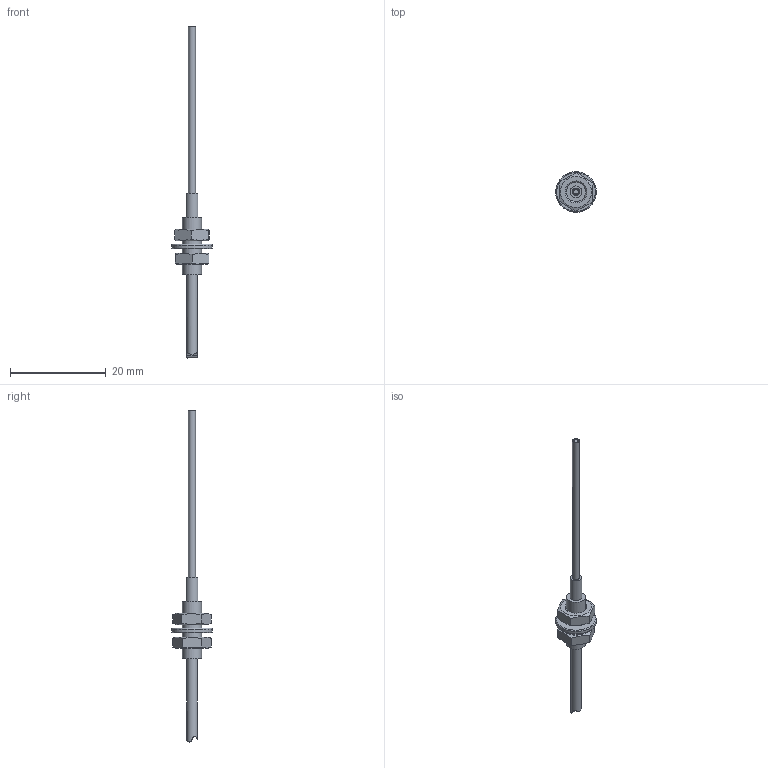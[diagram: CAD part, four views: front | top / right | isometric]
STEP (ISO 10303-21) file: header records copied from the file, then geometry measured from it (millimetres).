
FILE_DESCRIPTION(/* description */ (''),/* implementation_level */ '2;1');
FILE_NAME(/* name */ 'LS207006.stp',/* time_stamp */ '2016-10-06T13:31:53+02:00',/* author */ ('mitarbeiter'),/* organization */ (''),/* preprocessor_version */ 'ST-DEVELOPER v15.2',/* originating_system */ 'Autodesk Inventor 2014',/* authorisation */ '');
FILE_SCHEMA (('AUTOMOTIVE_DESIGN { 1 0 10303 214 3 1 1 }'));
Length unit declared in the file: millimetre
Products named in the file (4): LS207006 Korpus; Mutter M4; Beilagscheibe; LS207006
Bounding box: 8.49 x 8.49 x 69.45 mm (x, y, z)
Volume: 477.3 mm3; surface area: 886.9 mm2
Topology: 4 solids, 4 shells, 48 faces, 98 edges, 63 vertices
Faces by surface type: plane 24, cylinder 12, cone 8, torus 4
Full cylindrical faces by diameter (mm): 1 x1, 1.1 x1, 1.48 x1, 2.2 x1, 2.5 x1, 4 x3, 4.5 x1, 8.5 x1
Entity records: 934 total; most frequent: CARTESIAN_POINT 224, DIRECTION 143, ORIENTED_EDGE 96, AXIS2_PLACEMENT_3D 68, EDGE_LOOP 61, EDGE_CURVE 48, VERTEX_POINT 41, FACE_OUTER_BOUND 35
